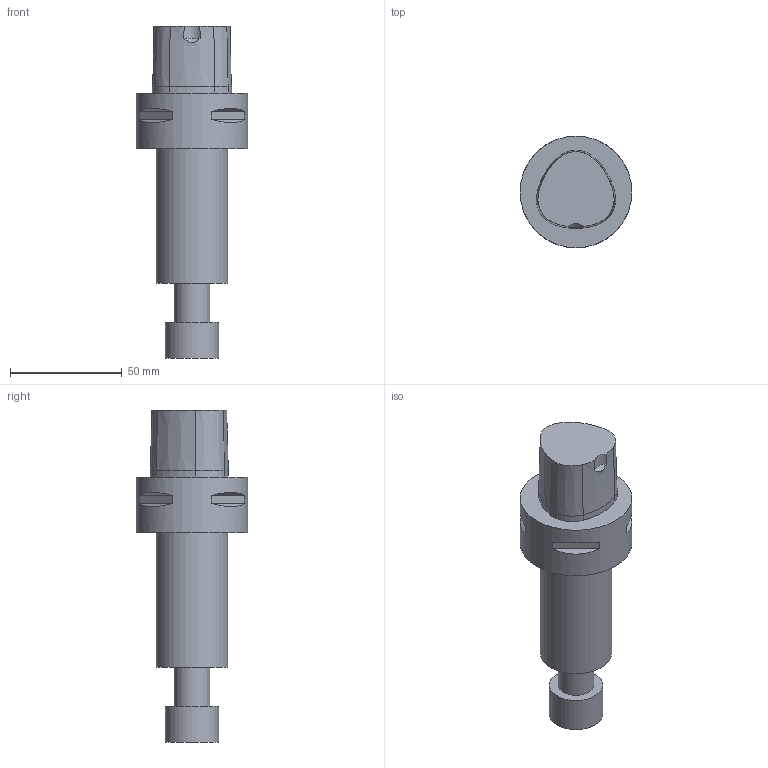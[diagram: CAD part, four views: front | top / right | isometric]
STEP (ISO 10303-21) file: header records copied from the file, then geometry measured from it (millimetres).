
FILE_DESCRIPTION(/* description */ ('3-D model version:1'),/* implementation_level */ '2;1');
FILE_NAME(/* name */ 'C5-391.10-32 025',/* time_stamp */ '2016-12-02T13:50:54',/* author */ ('InteractiveCad'),/* organization */ ('AB Sandvik Coromant'),/* preprocessor_version */ 'ST-DEVELOPER v11',/* originating_system */ 'SIEMENS UGS NX 6.0',/* authorization */ '');
FILE_SCHEMA(('AUTOMOTIVE_DESIGN'));
Length unit declared in the file: millimetre
Products named in the file (1): C5_391_10_32025_stp
Bounding box: 50 x 50 x 148.5 mm (x, y, z)
Volume: 135100.5 mm3; surface area: 19799.4 mm2
Topology: 1 solids, 1 shells, 38 faces, 77 edges, 49 vertices
Faces by surface type: plane 18, cylinder 12, cone 8
Full cylindrical faces by diameter (mm): 16 x1, 24 x1, 32 x1, 50 x1
Entity records: 1092 total; most frequent: DIRECTION 194, CARTESIAN_POINT 179, ORIENTED_EDGE 146, AXIS2_PLACEMENT_3D 82, EDGE_CURVE 73, EDGE_LOOP 50, VERTEX_POINT 49, ADVANCED_FACE 38
